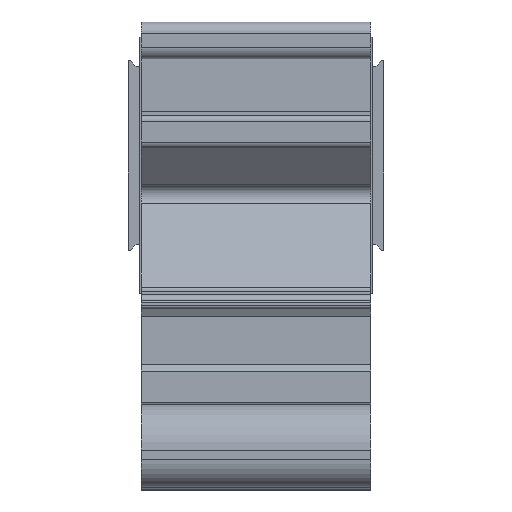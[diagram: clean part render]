
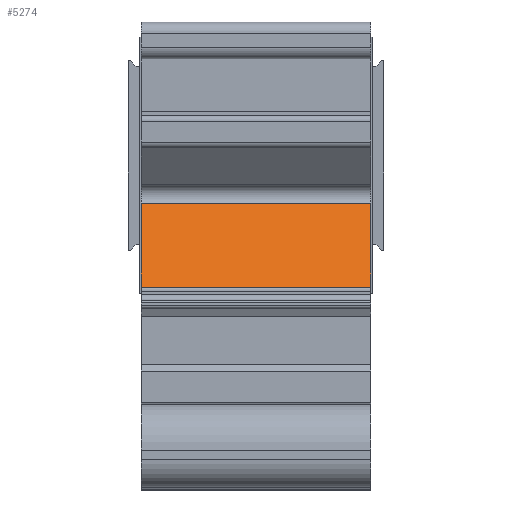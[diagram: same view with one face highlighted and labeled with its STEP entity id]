
A CAD part, front view. The second image highlights one B-rep face of the part: STEP entity #5274.
In plain terms, the highlighted planar face has unit normal (0, -0.707, 0.707).
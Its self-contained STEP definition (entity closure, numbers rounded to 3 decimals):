
#5247=AXIS2_PLACEMENT_3D('Plane Axis2P3D',#5244,#5245,#5246) ;
#5222=CARTESIAN_POINT('Vertex',(21.16,6.78,17.699)) ;
#5225=CARTESIAN_POINT('Line Origine',(11.16,6.78,17.699)) ;
#5229=CARTESIAN_POINT('Vertex',(1.16,6.78,17.699)) ;
#5244=CARTESIAN_POINT('Axis2P3D Location',(1.16,6.633,17.552)) ;
#5249=CARTESIAN_POINT('Line Origine',(11.16,14.081,25.)) ;
#5253=CARTESIAN_POINT('Vertex',(21.16,14.081,25.)) ;
#5255=CARTESIAN_POINT('Vertex',(1.16,14.081,25.)) ;
#5258=CARTESIAN_POINT('Line Origine',(1.16,10.43,21.349)) ;
#5263=CARTESIAN_POINT('Line Origine',(21.16,10.43,21.349)) ;
#5226=DIRECTION('Vector Direction',(1.,0.,0.)) ;
#5245=DIRECTION('Axis2P3D Direction',(0.,0.707,-0.707)) ;
#5246=DIRECTION('Axis2P3D XDirection',(0.,0.707,0.707)) ;
#5250=DIRECTION('Vector Direction',(1.,0.,0.)) ;
#5259=DIRECTION('Vector Direction',(0.,0.707,0.707)) ;
#5264=DIRECTION('Vector Direction',(0.,0.707,0.707)) ;
#5227=VECTOR('Line Direction',#5226,1.) ;
#5251=VECTOR('Line Direction',#5250,1.) ;
#5260=VECTOR('Line Direction',#5259,1.) ;
#5265=VECTOR('Line Direction',#5264,1.) ;
#5269=ORIENTED_EDGE('',*,*,#5257,.T.) ;
#5270=ORIENTED_EDGE('',*,*,#5262,.F.) ;
#5271=ORIENTED_EDGE('',*,*,#5231,.T.) ;
#5272=ORIENTED_EDGE('',*,*,#5267,.T.) ;
#5274=ADVANCED_FACE('HOUSING',(#5273),#5248,.F.) ;
#5231=EDGE_CURVE('',#5230,#5223,#5228,.T.) ;
#5257=EDGE_CURVE('',#5254,#5256,#5252,.F.) ;
#5262=EDGE_CURVE('',#5230,#5256,#5261,.T.) ;
#5267=EDGE_CURVE('',#5223,#5254,#5266,.T.) ;
#5268=EDGE_LOOP('',(#5269,#5270,#5271,#5272)) ;
#5273=FACE_OUTER_BOUND('',#5268,.T.) ;
#5228=LINE('Line',#5225,#5227) ;
#5252=LINE('Line',#5249,#5251) ;
#5261=LINE('Line',#5258,#5260) ;
#5266=LINE('Line',#5263,#5265) ;
#5248=PLANE('',#5247) ;
#5223=VERTEX_POINT('',#5222) ;
#5230=VERTEX_POINT('',#5229) ;
#5254=VERTEX_POINT('',#5253) ;
#5256=VERTEX_POINT('',#5255) ;
